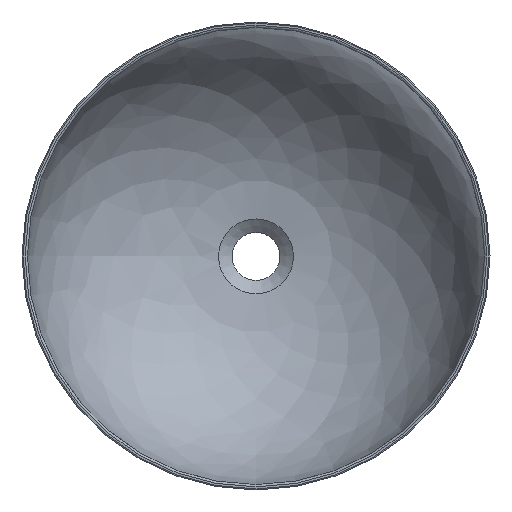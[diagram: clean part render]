
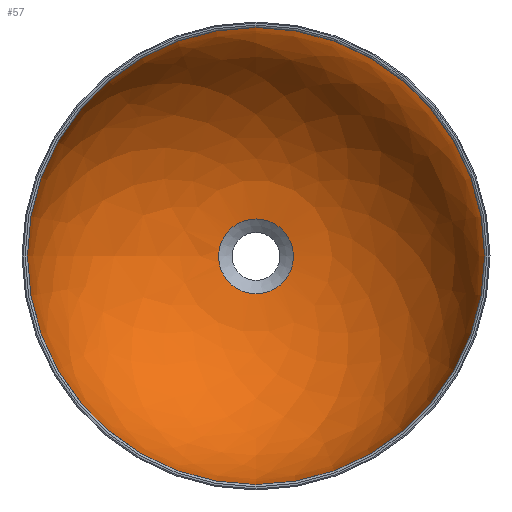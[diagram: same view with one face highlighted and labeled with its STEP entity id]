
A CAD part, top view. The second image highlights one B-rep face of the part: STEP entity #57.
In plain terms, the highlighted face is a revolution surface.
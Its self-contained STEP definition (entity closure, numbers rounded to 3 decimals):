
#44=SURFACE_OF_REVOLUTION('',#48,#46);
#46=AXIS1_PLACEMENT('',#233,#193);
#48=B_SPLINE_CURVE_WITH_KNOTS('',3,(#229,#230,#231,#232),.UNSPECIFIED.,
 .F.,.F.,(4,4),(0.,1.),.UNSPECIFIED.);
#57=ADVANCED_FACE('',(#72,#73),#44,.T.);
#72=FACE_BOUND('',#92,.T.);
#73=FACE_BOUND('',#93,.T.);
#92=EDGE_LOOP('',(#112));
#93=EDGE_LOOP('',(#113));
#112=ORIENTED_EDGE('',*,*,#140,.F.);
#113=ORIENTED_EDGE('',*,*,#139,.T.);
#129=VERTEX_POINT('',#225);
#130=VERTEX_POINT('',#228);
#139=EDGE_CURVE('',#129,#129,#149,.T.);
#140=EDGE_CURVE('',#130,#130,#150,.T.);
#149=CIRCLE('',#162,36.);
#150=CIRCLE('',#164,219.738);
#162=AXIS2_PLACEMENT_3D('',#224,#187,#188);
#164=AXIS2_PLACEMENT_3D('',#227,#191,#192);
#187=DIRECTION('',(0.,0.,-1.));
#188=DIRECTION('',(-1.,0.,0.));
#191=DIRECTION('',(0.,0.,-1.));
#192=DIRECTION('',(-1.,0.,0.));
#193=DIRECTION('',(0.,0.,-1.));
#224=CARTESIAN_POINT('',(0.,0.,15.));
#225=CARTESIAN_POINT('',(-36.,0.,15.));
#227=CARTESIAN_POINT('',(0.,0.,215.));
#228=CARTESIAN_POINT('',(-219.738,0.,215.));
#229=CARTESIAN_POINT('',(36.,0.,15.));
#230=CARTESIAN_POINT('',(97.348,0.,15.));
#231=CARTESIAN_POINT('',(212.39,0.,74.798));
#232=CARTESIAN_POINT('',(219.738,0.,215.));
#233=CARTESIAN_POINT('',(0.,0.,0.));
